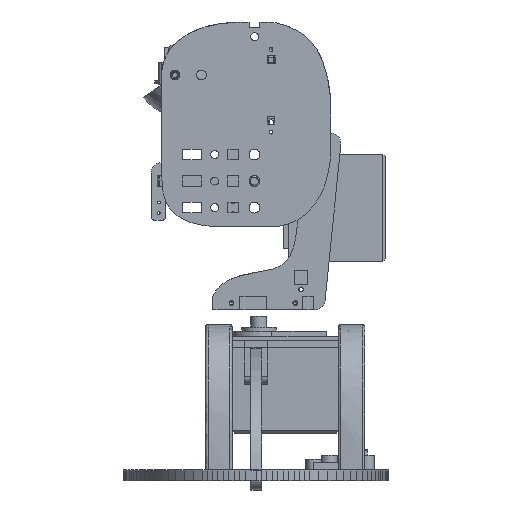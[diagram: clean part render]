
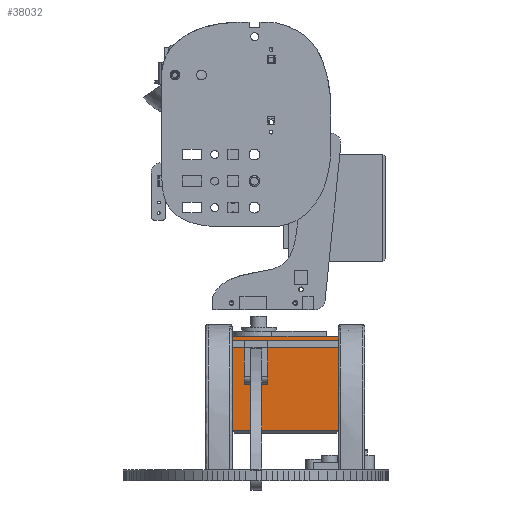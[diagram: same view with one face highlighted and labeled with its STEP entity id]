
A CAD part, left-side view. The second image highlights one B-rep face of the part: STEP entity #38032.
In plain terms, the highlighted face is planar.
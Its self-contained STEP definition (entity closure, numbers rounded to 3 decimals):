
#3065=PLANE('',#41078);
#5068=FACE_OUTER_BOUND('',#7440,.T.);
#7440=EDGE_LOOP('',(#34908,#34909,#34910,#34911,#34912,#34913,#34914,#34915,
#34916,#34917,#34918,#34919,#34920));
#11132=LINE('',#68354,#14906);
#11138=LINE('',#68371,#14912);
#11160=LINE('',#68414,#14934);
#11171=LINE('',#68436,#14945);
#11180=LINE('',#68450,#14954);
#11183=LINE('',#68456,#14957);
#11187=LINE('',#68469,#14961);
#11188=LINE('',#68472,#14962);
#11193=LINE('',#68481,#14967);
#11196=LINE('',#68485,#14970);
#11197=LINE('',#68487,#14971);
#11198=LINE('',#68488,#14972);
#11199=LINE('',#68489,#14973);
#14906=VECTOR('',#49763,1000.);
#14912=VECTOR('',#49775,1000.);
#14934=VECTOR('',#49805,1000.);
#14945=VECTOR('',#49818,1000.);
#14954=VECTOR('',#49831,1000.);
#14957=VECTOR('',#49836,1000.);
#14961=VECTOR('',#49848,1000.);
#14962=VECTOR('',#49851,1000.);
#14967=VECTOR('',#49858,1000.);
#14970=VECTOR('',#49863,1000.);
#14971=VECTOR('',#49864,1000.);
#14972=VECTOR('',#49865,1000.);
#14973=VECTOR('',#49866,1000.);
#19414=VERTEX_POINT('',#68351);
#19415=VERTEX_POINT('',#68353);
#19422=VERTEX_POINT('',#68368);
#19423=VERTEX_POINT('',#68370);
#19439=VERTEX_POINT('',#68411);
#19440=VERTEX_POINT('',#68413);
#19449=VERTEX_POINT('',#68433);
#19450=VERTEX_POINT('',#68435);
#19455=VERTEX_POINT('',#68454);
#19459=VERTEX_POINT('',#68465);
#19460=VERTEX_POINT('',#68467);
#19461=VERTEX_POINT('',#68471);
#19465=VERTEX_POINT('',#68486);
#24597=EDGE_CURVE('',#19415,#19414,#11132,.T.);
#24605=EDGE_CURVE('',#19422,#19423,#11138,.T.);
#24628=EDGE_CURVE('',#19439,#19440,#11160,.T.);
#24639=EDGE_CURVE('',#19450,#19449,#11171,.T.);
#24648=EDGE_CURVE('',#19439,#19450,#11180,.T.);
#24651=EDGE_CURVE('',#19414,#19455,#11183,.T.);
#24657=EDGE_CURVE('',#19460,#19459,#11187,.T.);
#24658=EDGE_CURVE('',#19440,#19461,#11188,.T.);
#24663=EDGE_CURVE('',#19460,#19423,#11193,.T.);
#24666=EDGE_CURVE('',#19455,#19461,#11196,.T.);
#24667=EDGE_CURVE('',#19465,#19449,#11197,.T.);
#24668=EDGE_CURVE('',#19459,#19465,#11198,.T.);
#24669=EDGE_CURVE('',#19415,#19422,#11199,.T.);
#34908=ORIENTED_EDGE('',*,*,#24651,.T.);
#34909=ORIENTED_EDGE('',*,*,#24666,.T.);
#34910=ORIENTED_EDGE('',*,*,#24658,.F.);
#34911=ORIENTED_EDGE('',*,*,#24628,.F.);
#34912=ORIENTED_EDGE('',*,*,#24648,.T.);
#34913=ORIENTED_EDGE('',*,*,#24639,.T.);
#34914=ORIENTED_EDGE('',*,*,#24667,.F.);
#34915=ORIENTED_EDGE('',*,*,#24668,.F.);
#34916=ORIENTED_EDGE('',*,*,#24657,.F.);
#34917=ORIENTED_EDGE('',*,*,#24663,.T.);
#34918=ORIENTED_EDGE('',*,*,#24605,.F.);
#34919=ORIENTED_EDGE('',*,*,#24669,.F.);
#34920=ORIENTED_EDGE('',*,*,#24597,.T.);
#38032=ADVANCED_FACE('',(#5068),#3065,.F.);
#41078=AXIS2_PLACEMENT_3D('',#68484,#49861,#49862);
#49763=DIRECTION('',(-1.,0.,0.));
#49775=DIRECTION('',(-1.,0.,0.));
#49805=DIRECTION('',(1.,0.,0.));
#49818=DIRECTION('',(1.,0.,0.));
#49831=DIRECTION('',(0.,0.,1.));
#49836=DIRECTION('',(0.,0.,-1.));
#49848=DIRECTION('',(-1.,0.,0.));
#49851=DIRECTION('',(0.,0.,-1.));
#49858=DIRECTION('',(0.,0.,-1.));
#49861=DIRECTION('center_axis',(0.,-1.,0.));
#49862=DIRECTION('ref_axis',(0.,0.,
-1.));
#49863=DIRECTION('',(-1.,0.,0.));
#49864=DIRECTION('',(0.,0.,-1.));
#49865=DIRECTION('',(-1.,0.,0.));
#49866=DIRECTION('',(0.,0.,1.));
#68351=CARTESIAN_POINT('',(20.25,10.1,24.674));
#68353=CARTESIAN_POINT('',(28.25,10.1,24.674));
#68354=CARTESIAN_POINT('',(28.25,10.1,24.674));
#68368=CARTESIAN_POINT('',(28.25,10.1,27.274));
#68370=CARTESIAN_POINT('',(20.25,10.1,27.274));
#68371=CARTESIAN_POINT('',(28.25,10.1,27.274));
#68411=CARTESIAN_POINT('',(-28.25,10.1,24.674));
#68413=CARTESIAN_POINT('',(-20.25,10.1,24.674));
#68414=CARTESIAN_POINT('',(-28.25,10.1,24.674));
#68433=CARTESIAN_POINT('',(-20.25,10.1,27.274));
#68435=CARTESIAN_POINT('',(-28.25,10.1,27.274));
#68436=CARTESIAN_POINT('',(-28.25,10.1,27.274));
#68450=CARTESIAN_POINT('',(-28.25,10.1,27.274));
#68454=CARTESIAN_POINT('',(20.25,10.1,-1.326));
#68456=CARTESIAN_POINT('',(20.25,10.1,34.174));
#68465=CARTESIAN_POINT('',(10.15,10.1,34.174));
#68467=CARTESIAN_POINT('',(20.25,10.1,34.174));
#68469=CARTESIAN_POINT('',(-20.25,10.1,34.174));
#68471=CARTESIAN_POINT('',(-20.25,10.1,-1.326));
#68472=CARTESIAN_POINT('',(-20.25,10.1,34.174));
#68481=CARTESIAN_POINT('',(20.25,10.1,34.174));
#68484=CARTESIAN_POINT('Origin',(-20.25,10.1,34.174));
#68485=CARTESIAN_POINT('',(-20.25,10.1,-1.326));
#68486=CARTESIAN_POINT('',(-20.25,10.1,34.174));
#68487=CARTESIAN_POINT('',(-20.25,10.1,34.174));
#68488=CARTESIAN_POINT('',(-20.25,10.1,34.174));
#68489=CARTESIAN_POINT('',(28.25,10.1,27.274));
